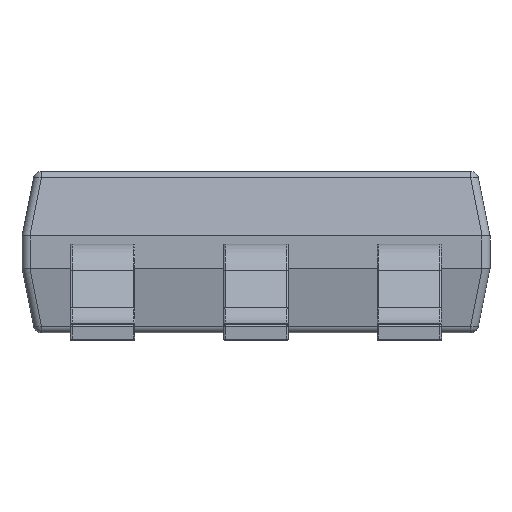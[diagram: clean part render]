
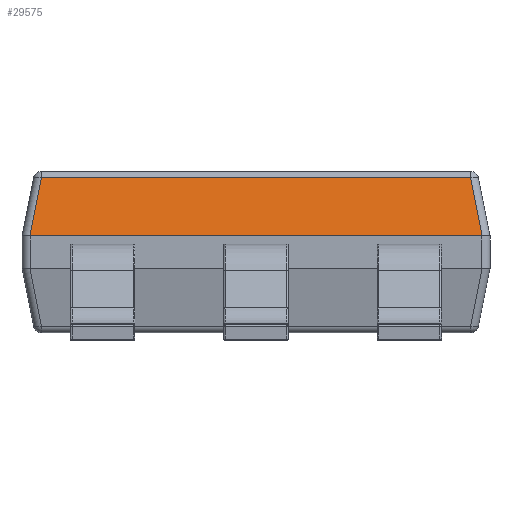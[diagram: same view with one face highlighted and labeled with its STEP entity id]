
A CAD part, left-side view. The second image highlights one B-rep face of the part: STEP entity #29575.
In plain terms, the highlighted planar face has unit normal (-0.981, 0, 0.196).
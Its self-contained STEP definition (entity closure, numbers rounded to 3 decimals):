
#221 = DIRECTION ( 'NONE',  ( -0.981, 0., 0.196 ) ) ;
#1255 = CARTESIAN_POINT ( 'NONE',  ( -0.8, 1.4, 0.7 ) ) ;
#1523 = ORIENTED_EDGE ( 'NONE', *, *, #17278, .T. ) ;
#2730 = VERTEX_POINT ( 'NONE', #22941 ) ;
#3084 = VECTOR ( 'NONE', #12554, 1000. ) ;
#3323 = CARTESIAN_POINT ( 'NONE',  ( -0.8, 1.401, 0.7 ) ) ;
#4079 = VERTEX_POINT ( 'NONE', #12794 ) ;
#5955 = CARTESIAN_POINT ( 'NONE',  ( -0.671, -1.272, 1.345 ) ) ;
#6309 = ORIENTED_EDGE ( 'NONE', *, *, #10041, .T. ) ;
#6460 =( BOUNDED_CURVE ( )  B_SPLINE_CURVE ( 3, ( #12827, #31509, #13176, #32016 ),
 .UNSPECIFIED., .F., .F. ) 
 B_SPLINE_CURVE_WITH_KNOTS ( ( 4, 4 ),
 ( 0., 0.019 ),
 .UNSPECIFIED. ) 
 CURVE ( )  GEOMETRIC_REPRESENTATION_ITEM ( )  RATIONAL_B_SPLINE_CURVE ( ( 1., 1., 1., 1. ) ) 
 REPRESENTATION_ITEM ( '' )  );
#6690 = ORIENTED_EDGE ( 'NONE', *, *, #15790, .F. ) ;
#6873 = DIRECTION ( 'NONE',  ( -0.192, 0.192, -0.962 ) ) ;
#6978 = PLANE ( 'NONE',  #26345 ) ;
#8858 =( BOUNDED_CURVE ( )  B_SPLINE_CURVE ( 3, ( #3323, #32338, #1255, #16804 ),
 .UNSPECIFIED., .F., .T. ) 
 B_SPLINE_CURVE_WITH_KNOTS ( ( 4, 4 ),
 ( 6.264, 6.283 ),
 .UNSPECIFIED. ) 
 CURVE ( )  GEOMETRIC_REPRESENTATION_ITEM ( )  RATIONAL_B_SPLINE_CURVE ( ( 1., 1., 1., 1. ) ) 
 REPRESENTATION_ITEM ( '' )  );
#9384 = ORIENTED_EDGE ( 'NONE', *, *, #21759, .T. ) ;
#10041 = EDGE_CURVE ( 'NONE', #2730, #14460, #17273, .T. ) ;
#10250 = ORIENTED_EDGE ( 'NONE', *, *, #14564, .T. ) ;
#10720 = DIRECTION ( 'NONE',  ( 0., 1., 0. ) ) ;
#10803 = VECTOR ( 'NONE', #31264, 1000. ) ;
#11646 = CARTESIAN_POINT ( 'NONE',  ( -0.728, -1.329, 1.06 ) ) ;
#12325 = VERTEX_POINT ( 'NONE', #27095 ) ;
#12554 = DIRECTION ( 'NONE',  ( 0., 1., 0. ) ) ;
#12794 = CARTESIAN_POINT ( 'NONE',  ( -0.8, -1.401, 0.7 ) ) ;
#12827 = CARTESIAN_POINT ( 'NONE',  ( -0.8, -1.4, 0.7 ) ) ;
#13176 = CARTESIAN_POINT ( 'NONE',  ( -0.8, -1.401, 0.7 ) ) ;
#14460 = VERTEX_POINT ( 'NONE', #26771 ) ;
#14564 = EDGE_CURVE ( 'NONE', #4079, #22561, #19105, .T. ) ;
#14643 = CARTESIAN_POINT ( 'NONE',  ( -0.671, 1.272, 1.345 ) ) ;
#14799 = ORIENTED_EDGE ( 'NONE', *, *, #30600, .T. ) ;
#14897 = VECTOR ( 'NONE', #6873, 1000. ) ;
#15790 = EDGE_CURVE ( 'NONE', #24218, #12325, #18279, .T. ) ;
#16493 = DIRECTION ( 'NONE',  ( 0.192, 0.192, 0.962 ) ) ;
#16804 = CARTESIAN_POINT ( 'NONE',  ( -0.8, 1.4, 0.7 ) ) ;
#17273 = LINE ( 'NONE', #14643, #14897 ) ;
#17278 = EDGE_CURVE ( 'NONE', #22561, #2730, #33704, .T. ) ;
#17707 = FACE_OUTER_BOUND ( 'NONE', #23660, .T. ) ;
#17967 = CARTESIAN_POINT ( 'NONE',  ( -0.728, 0., 1.06 ) ) ;
#18279 = LINE ( 'NONE', #29148, #3084 ) ;
#18437 = VECTOR ( 'NONE', #16493, 1000. ) ;
#19105 = LINE ( 'NONE', #5955, #18437 ) ;
#21759 = EDGE_CURVE ( 'NONE', #24218, #4079, #6460, .T. ) ;
#22561 = VERTEX_POINT ( 'NONE', #11646 ) ;
#22941 = CARTESIAN_POINT ( 'NONE',  ( -0.728, 1.329, 1.06 ) ) ;
#23660 = EDGE_LOOP ( 'NONE', ( #6309, #14799, #6690, #9384, #10250, #1523 ) ) ;
#24218 = VERTEX_POINT ( 'NONE', #27680 ) ;
#26345 = AXIS2_PLACEMENT_3D ( 'NONE', #31841, #221, #10720 ) ;
#26771 = CARTESIAN_POINT ( 'NONE',  ( -0.8, 1.401, 0.7 ) ) ;
#27095 = CARTESIAN_POINT ( 'NONE',  ( -0.8, 1.4, 0.7 ) ) ;
#27680 = CARTESIAN_POINT ( 'NONE',  ( -0.8, -1.4, 0.7 ) ) ;
#29148 = CARTESIAN_POINT ( 'NONE',  ( -0.8, 1.45, 0.7 ) ) ;
#29575 = ADVANCED_FACE ( 'NONE', ( #17707 ), #6978, .T. ) ;
#30600 = EDGE_CURVE ( 'NONE', #14460, #12325, #8858, .T. ) ;
#31264 = DIRECTION ( 'NONE',  ( 0., 1., 0. ) ) ;
#31509 = CARTESIAN_POINT ( 'NONE',  ( -0.8, -1.4, 0.7 ) ) ;
#31841 = CARTESIAN_POINT ( 'NONE',  ( -0.72, 0., 1.1 ) ) ;
#32016 = CARTESIAN_POINT ( 'NONE',  ( -0.8, -1.401, 0.7 ) ) ;
#32338 = CARTESIAN_POINT ( 'NONE',  ( -0.8, 1.401, 0.7 ) ) ;
#33704 = LINE ( 'NONE', #17967, #10803 ) ;
